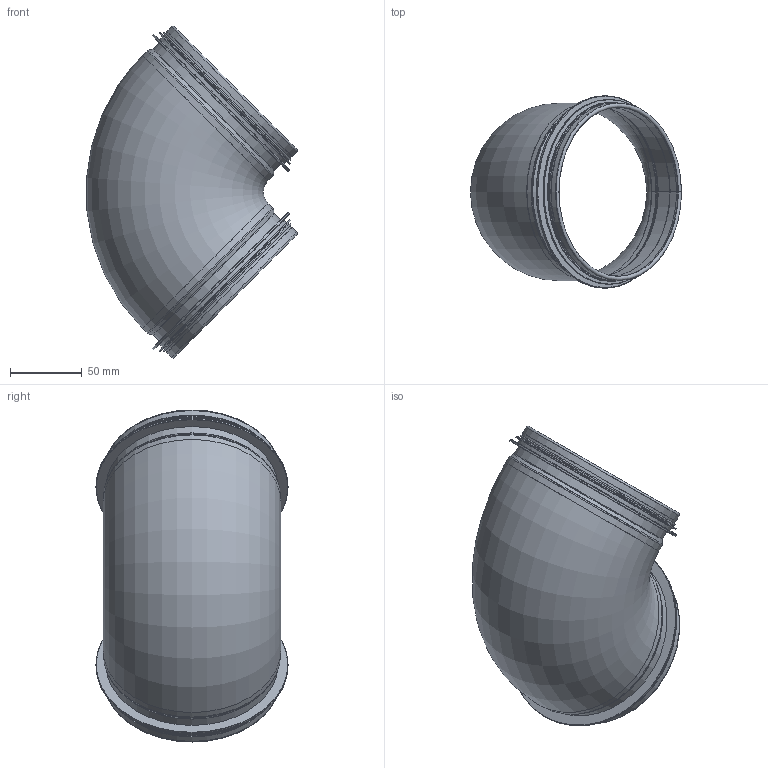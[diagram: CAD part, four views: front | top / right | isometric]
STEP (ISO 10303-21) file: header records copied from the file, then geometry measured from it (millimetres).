
FILE_DESCRIPTION((''),'2;1');
FILE_NAME('HIBK-125.stp','2014-02-19T15:24:16',(''),(''),'Autodesk Inventor 2013','Autodesk Inventor 2013','');
FILE_SCHEMA(('AUTOMOTIVE_DESIGN { 1 2 10303 214 0 1 1 1 }'));
Length unit declared in the file: millimetre
Products named in the file (6): HIBK-125; HIBKRörämne-125; HIBKRörämnesdel-125; StosRörämne-125; StosRörämne-125_1; 999004
Assembly tree (6 placements, depth 3):
  HIBK-125
    HIBKRörämne-125
      HIBKRörämnesdel-125
      StosRörämne-125
      StosRörämne-125_1
    999004  x2
Bounding box: 147.51 x 134.45 x 232.17 mm (x, y, z)
Volume: 62874.1 mm3; surface area: 186497.8 mm2
Topology: 5 solids, 5 shells, 118 faces, 224 edges, 122 vertices
Faces by surface type: plane 52, torus 30, cylinder 24, cone 12
Full cylindrical faces by diameter (mm): 118.25 x2, 119.25 x2, 120.45 x2, 123.05 x10, 124.05 x4, 129.45 x2, 134.45 x2
Entity records: 2681 total; most frequent: DIRECTION 492, CARTESIAN_POINT 389, ORIENTED_EDGE 350, AXIS2_PLACEMENT_3D 206, EDGE_CURVE 175, EDGE_LOOP 122, VERTEX_POINT 103, STYLED_ITEM 101
